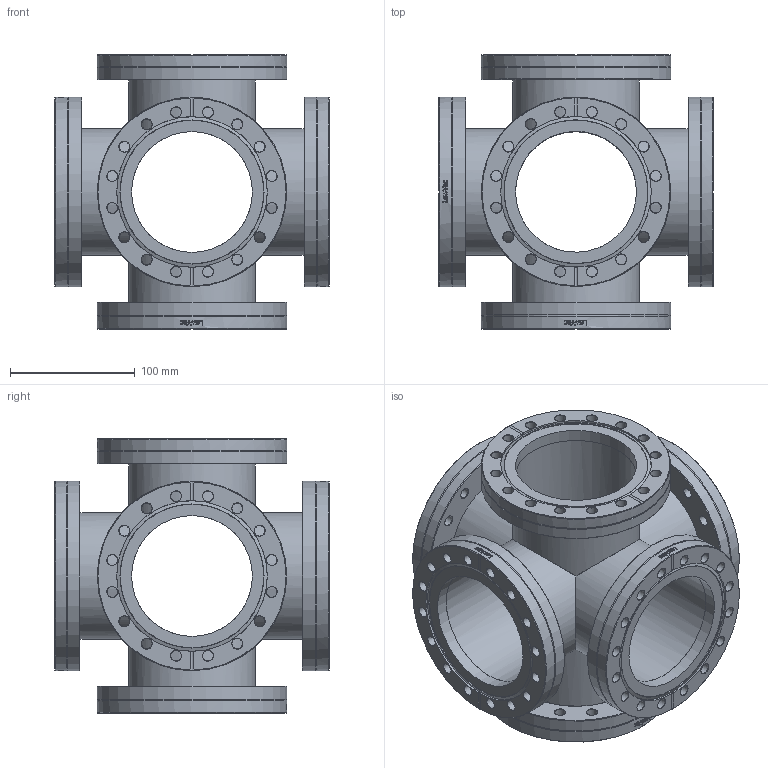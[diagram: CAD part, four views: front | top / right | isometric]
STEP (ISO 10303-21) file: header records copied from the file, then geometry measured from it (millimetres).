
FILE_DESCRIPTION(/* description */ (''),/* implementation_level */ '2;1');
FILE_NAME(/* name */ 'FL-6X100CF.stp',/* time_stamp */ '2018-03-02T13:37:30+00:00',/* author */ ('paul'),/* organization */ (''),/* preprocessor_version */ 'ST-DEVELOPER v17',/* originating_system */ 'Autodesk Inventor 2018',/* authorisation */ '');
FILE_SCHEMA (('AUTOMOTIVE_DESIGN { 1 0 10303 214 3 1 1 }'));
Products named in the file (6): FL-6X100CF; FL-100CFR-102; FL-100CF rotatable outer; FL-100CF rotatable inner bored for 101.6 OD tube; TUBE2; FL-100CF-102
Assembly tree (14 placements, depth 3):
  FL-6X100CF
    TUBE2  x6
    FL-100CFR-102  x3
      FL-100CF rotatable outer
      FL-100CF rotatable inner bored for 101.6 OD tube
    FL-100CF-102  x3
Bounding box: 219.4 x 219.4 x 219.4 mm (x, y, z)
Volume: 1333989.5 mm3; surface area: 519398.4 mm2
Topology: 15 solids, 15 shells, 1005 faces, 2736 edges, 1809 vertices
Faces by surface type: bspline 318, plane 246, cone 231, cylinder 204, torus 6
Full cylindrical faces by diameter (mm): 8.4 x96, 96.8 x6, 97 x6, 101.6 x6, 101.9 x6, 110.8 x3, 120.4 x3, 120.6 x6, 151.6 x12
Entity records: 35797 total; most frequent: CARTESIAN_POINT 27682, ORIENTED_EDGE 1788, DIRECTION 1377, EDGE_CURVE 894, VERTEX_POINT 591, AXIS2_PLACEMENT_3D 527, EDGE_LOOP 417, FACE_OUTER_BOUND 328
